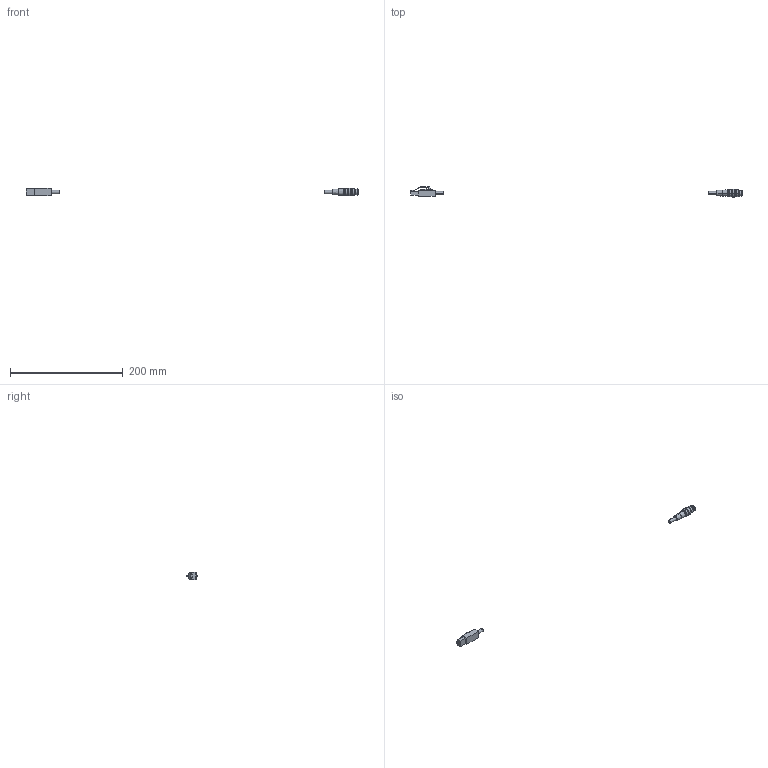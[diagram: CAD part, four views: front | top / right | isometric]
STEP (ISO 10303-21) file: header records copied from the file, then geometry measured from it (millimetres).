
FILE_DESCRIPTION (( 'STEP AP214' ), '1' );
FILE_NAME ('LEC-CG1-L.STEP', '2018-05-24T02:32:34', ( 'SONIC' ), ( 'UNITCOM PC' ), 'SwSTEP 2.0', 'SolidWorks 2015', '' );
FILE_SCHEMA (( 'AUTOMOTIVE_DESIGN' ));
Length unit declared in the file: millimetre
Products named in the file (3): LEC-CG1-L_Connector; LEC-CG1-L
Assembly tree (2 placements, depth 2):
  LEC-CG1-L
    LEC-CG1-L
    LEC-CG1-L_Connector
Bounding box: 589.65 x 18.1 x 14 mm (x, y, z)
Volume: 11390.9 mm3; surface area: 5377 mm2
Topology: 2 solids, 2 shells, 122 faces, 284 edges, 174 vertices
Faces by surface type: plane 64, cylinder 30, cone 26, torus 2
Entity records: 3536 total; most frequent: DIRECTION 616, CARTESIAN_POINT 597, ORIENTED_EDGE 568, EDGE_CURVE 284, AXIS2_PLACEMENT_3D 209, LINE 198, VECTOR 198, VERTEX_POINT 174
